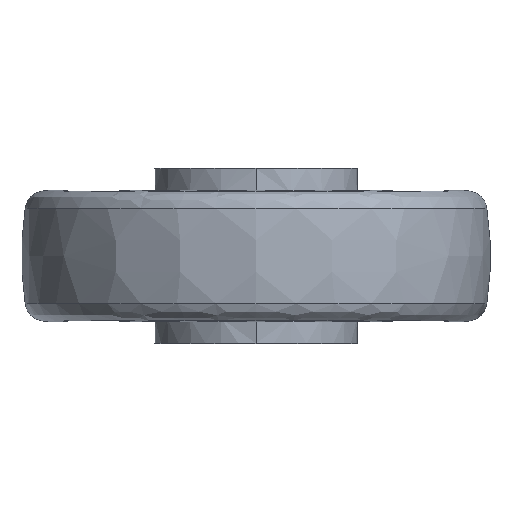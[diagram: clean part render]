
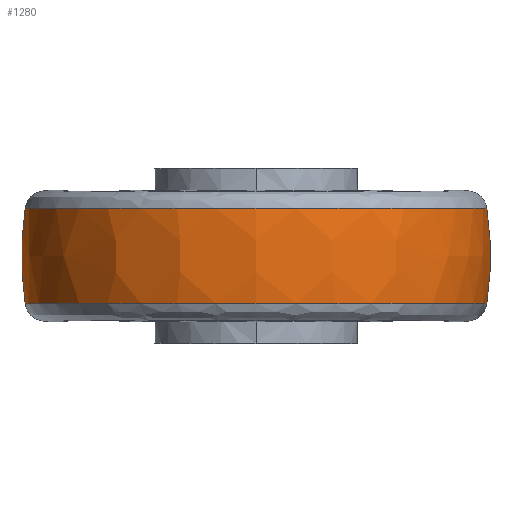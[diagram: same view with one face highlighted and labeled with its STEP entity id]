
A CAD part, front view. The second image highlights one B-rep face of the part: STEP entity #1280.
In plain terms, the highlighted free-form (B-spline) face has degree [3, 3] with [4, 4] control points.
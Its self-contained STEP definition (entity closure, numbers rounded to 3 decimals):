
#345 = CARTESIAN_POINT ( 'NONE',  ( 0., 0., -16.289 ) ) ;
#355 = CARTESIAN_POINT ( 'NONE',  ( 78.787, 0., -16.289 ) ) ;
#431 = AXIS2_PLACEMENT_3D ( 'NONE', #3055, #2129, #487 ) ;
#487 = DIRECTION ( 'NONE',  ( -1., 0., 0. ) ) ;
#531 = FACE_OUTER_BOUND ( 'NONE', #1735, .T. ) ;
#553 = CIRCLE ( 'NONE', #431, 78.787 ) ;
#598 = DIRECTION ( 'NONE',  ( 1., 0., 0. ) ) ;
#755 = CARTESIAN_POINT ( 'NONE',  ( -78.787, 0., -16.289 ) ) ;
#770 = EDGE_CURVE ( 'NONE', #1111, #1474, #553, .T. ) ;
#779 = CARTESIAN_POINT ( 'NONE',  ( 30., 0., 0. ) ) ;
#880 = ORIENTED_EDGE ( 'NONE', *, *, #2144, .T. ) ;
#893 = CARTESIAN_POINT ( 'NONE',  ( -78.787, -157.574, -16.289 ) ) ;
#993 = DIRECTION ( 'NONE',  ( -1., 0., 0. ) ) ;
#997 = EDGE_CURVE ( 'NONE', #2023, #3616, #3184, .T. ) ;
#1059 = AXIS2_PLACEMENT_3D ( 'NONE', #2008, #1440, #598 ) ;
#1111 = VERTEX_POINT ( 'NONE', #1278 ) ;
#1135 = CARTESIAN_POINT ( 'NONE',  ( -80.407, -160.814, 5.47 ) ) ;
#1171 = CARTESIAN_POINT ( 'NONE',  ( -78.787, 0., -16.289 ) ) ;
#1278 = CARTESIAN_POINT ( 'NONE',  ( 78.787, 0., 16.289 ) ) ;
#1280 = ADVANCED_FACE ( 'NONE', ( #531 ), #3420, .T. ) ;
#1336 = ORIENTED_EDGE ( 'NONE', *, *, #770, .T. ) ;
#1440 = DIRECTION ( 'NONE',  ( 0., -1., 0. ) ) ;
#1464 = CARTESIAN_POINT ( 'NONE',  ( 78.787, -157.574, -16.289 ) ) ;
#1474 = VERTEX_POINT ( 'NONE', #2596 ) ;
#1706 = CARTESIAN_POINT ( 'NONE',  ( 78.787, 0., -16.289 ) ) ;
#1724 = CARTESIAN_POINT ( 'NONE',  ( 80.407, 0., -5.47 ) ) ;
#1735 = EDGE_LOOP ( 'NONE', ( #3126, #880, #1336, #2622 ) ) ;
#1801 = CIRCLE ( 'NONE', #2778, 110. ) ;
#1822 = DIRECTION ( 'NONE',  ( 0., 1., 0. ) ) ;
#2008 = CARTESIAN_POINT ( 'NONE',  ( -30., 0., 0. ) ) ;
#2023 = VERTEX_POINT ( 'NONE', #755 ) ;
#2043 = DIRECTION ( 'NONE',  ( -1., 0., 0. ) ) ;
#2056 = CARTESIAN_POINT ( 'NONE',  ( -78.787, -157.574, 16.289 ) ) ;
#2129 = DIRECTION ( 'NONE',  ( 0., 0., -1. ) ) ;
#2144 = EDGE_CURVE ( 'NONE', #3616, #1111, #2199, .T. ) ;
#2199 = CIRCLE ( 'NONE', #1059, 110. ) ;
#2291 = CARTESIAN_POINT ( 'NONE',  ( 78.787, -157.574, 16.289 ) ) ;
#2328 = CARTESIAN_POINT ( 'NONE',  ( 78.787, 0., 16.289 ) ) ;
#2596 = CARTESIAN_POINT ( 'NONE',  ( -78.787, 0., 16.289 ) ) ;
#2610 = CARTESIAN_POINT ( 'NONE',  ( 80.407, -160.814, 5.47 ) ) ;
#2622 = ORIENTED_EDGE ( 'NONE', *, *, #3426, .F. ) ;
#2630 = CARTESIAN_POINT ( 'NONE',  ( 80.407, 0., 5.47 ) ) ;
#2653 = CARTESIAN_POINT ( 'NONE',  ( -80.407, -160.814, -5.47 ) ) ;
#2778 = AXIS2_PLACEMENT_3D ( 'NONE', #779, #1822, #993 ) ;
#2873 = CARTESIAN_POINT ( 'NONE',  ( -80.407, 0., 5.47 ) ) ;
#2894 = CARTESIAN_POINT ( 'NONE',  ( -78.787, 0., 16.289 ) ) ;
#3055 = CARTESIAN_POINT ( 'NONE',  ( 0., 0., 16.289 ) ) ;
#3126 = ORIENTED_EDGE ( 'NONE', *, *, #997, .T. ) ;
#3184 = CIRCLE ( 'NONE', #3656, 78.787 ) ;
#3420 =( BOUNDED_SURFACE ( )  B_SPLINE_SURFACE ( 3, 3, ( 
 ( #1706, #1464, #893, #1171 ),
 ( #1724, #3443, #2653, #3427 ),
 ( #2630, #2610, #1135, #2873 ),
 ( #2328, #2291, #2056, #2894 ) ),
 .UNSPECIFIED., .F., .F., .F. ) 
 B_SPLINE_SURFACE_WITH_KNOTS ( ( 4, 4 ),
 ( 4, 4 ),
 ( 0., 1. ),
 ( 0., 1. ),
 .UNSPECIFIED. ) 
 GEOMETRIC_REPRESENTATION_ITEM ( )  RATIONAL_B_SPLINE_SURFACE ( (
 ( 1., 0.333, 0.333, 1.),
 ( 0.993, 0.331, 0.331, 0.993),
 ( 0.993, 0.331, 0.331, 0.993),
 ( 1., 0.333, 0.333, 1.) ) ) 
 REPRESENTATION_ITEM ( '' )  SURFACE ( )  );
#3426 = EDGE_CURVE ( 'NONE', #2023, #1474, #1801, .T. ) ;
#3427 = CARTESIAN_POINT ( 'NONE',  ( -80.407, 0., -5.47 ) ) ;
#3443 = CARTESIAN_POINT ( 'NONE',  ( 80.407, -160.814, -5.47 ) ) ;
#3489 = DIRECTION ( 'NONE',  ( 0., 0., 1. ) ) ;
#3616 = VERTEX_POINT ( 'NONE', #355 ) ;
#3656 = AXIS2_PLACEMENT_3D ( 'NONE', #345, #3489, #2043 ) ;
